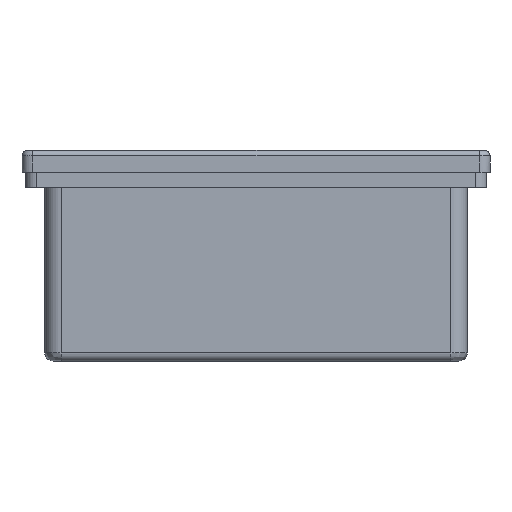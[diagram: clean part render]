
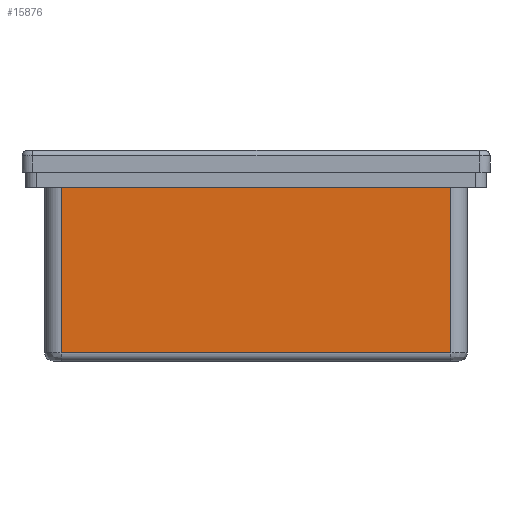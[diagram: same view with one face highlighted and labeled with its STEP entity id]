
A CAD part, left-side view. The second image highlights one B-rep face of the part: STEP entity #15876.
In plain terms, the highlighted face is planar.
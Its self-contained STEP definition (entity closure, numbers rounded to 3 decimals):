
#15876=ADVANCED_FACE('131',(#19087),#17584,.F.);
#17584=PLANE('',#47002);
#19087=FACE_OUTER_BOUND('',#20886,.T.);
#20886=EDGE_LOOP('',(#24573,#24574,#24575,#24576));
#24573=ORIENTED_EDGE('',*,*,#35676,.F.);
#24574=ORIENTED_EDGE('',*,*,#35677,.T.);
#24575=ORIENTED_EDGE('',*,*,#35674,.T.);
#24576=ORIENTED_EDGE('',*,*,#35670,.T.);
#32302=VERTEX_POINT('',#58666);
#32303=VERTEX_POINT('',#58668);
#32304=VERTEX_POINT('',#58675);
#32305=VERTEX_POINT('',#58679);
#35670=EDGE_CURVE('',#32303,#32302,#40004,.T.);
#35674=EDGE_CURVE('',#32304,#32303,#40005,.T.);
#35676=EDGE_CURVE('',#32305,#32302,#40006,.T.);
#35677=EDGE_CURVE('',#32305,#32304,#40007,.T.);
#40004=LINE('',#58667,#43659);
#40005=LINE('',#58674,#43660);
#40006=LINE('',#58678,#43661);
#40007=LINE('',#58680,#43662);
#43659=VECTOR('',#50192,1.);
#43660=VECTOR('',#50203,1.);
#43661=VECTOR('',#50208,1.);
#43662=VECTOR('',#50209,1.);
#47002=AXIS2_PLACEMENT_3D('',#58681,#50210,#50211);
#50192=DIRECTION('',(0.,0.,-1.));
#50203=DIRECTION('',(0.,-1.,0.));
#50208=DIRECTION('',(0.,-1.,0.));
#50209=DIRECTION('',(0.,0.,1.));
#50210=DIRECTION('',(-1.,0.,0.));
#50211=DIRECTION('',(0.,0.,1.));
#58666=CARTESIAN_POINT('',(36.45,6.8,-43.55));
#58667=CARTESIAN_POINT('',(36.45,6.8,28.05));
#58668=CARTESIAN_POINT('',(36.45,6.8,28.05));
#58674=CARTESIAN_POINT('',(36.45,38.7,28.05));
#58675=CARTESIAN_POINT('',(36.45,37.2,28.05));
#58678=CARTESIAN_POINT('',(36.45,38.7,-43.55));
#58679=CARTESIAN_POINT('',(36.45,37.2,-43.55));
#58680=CARTESIAN_POINT('',(36.45,37.2,28.05));
#58681=CARTESIAN_POINT('',(36.45,38.7,28.05));
